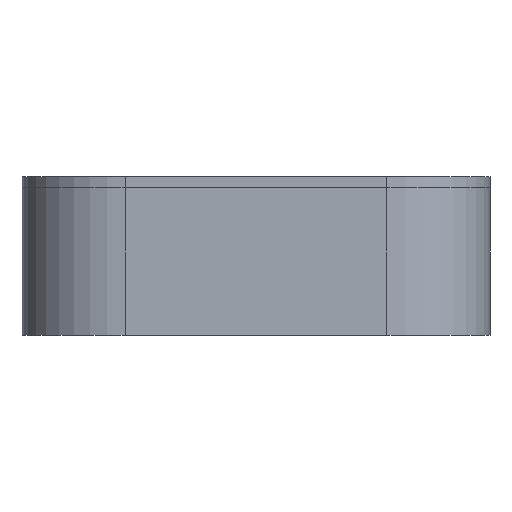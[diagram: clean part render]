
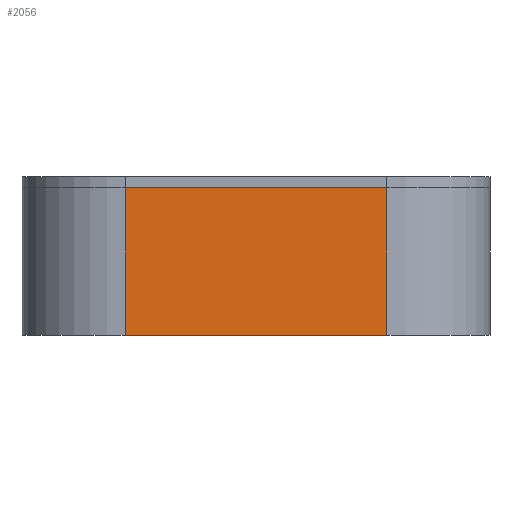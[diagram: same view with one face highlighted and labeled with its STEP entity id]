
A CAD part, left-side view. The second image highlights one B-rep face of the part: STEP entity #2056.
In plain terms, the highlighted planar face has unit normal (-1, 0, 0).
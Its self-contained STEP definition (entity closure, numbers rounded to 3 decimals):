
#129=PLANE('',#2278);
#229=FACE_OUTER_BOUND('',#408,.T.);
#408=EDGE_LOOP('',(#1800,#1801,#1802,#1803));
#509=LINE('',#3227,#679);
#586=LINE('',#3411,#756);
#587=LINE('',#3414,#757);
#590=LINE('',#3433,#760);
#679=VECTOR('',#2644,10.);
#756=VECTOR('',#2801,10.);
#757=VECTOR('',#2804,10.);
#760=VECTOR('',#2823,10.);
#988=VERTEX_POINT('',#3224);
#989=VERTEX_POINT('',#3226);
#1056=VERTEX_POINT('',#3409);
#1057=VERTEX_POINT('',#3413);
#1218=EDGE_CURVE('',#988,#989,#509,.F.);
#1311=EDGE_CURVE('',#989,#1056,#586,.T.);
#1312=EDGE_CURVE('',#1056,#1057,#587,.T.);
#1322=EDGE_CURVE('',#1057,#988,#590,.T.);
#1800=ORIENTED_EDGE('',*,*,#1311,.F.);
#1801=ORIENTED_EDGE('',*,*,#1218,.F.);
#1802=ORIENTED_EDGE('',*,*,#1322,.F.);
#1803=ORIENTED_EDGE('',*,*,#1312,.F.);
#2056=ADVANCED_FACE('',(#229),#129,.T.);
#2278=AXIS2_PLACEMENT_3D('',#3432,#2821,#2822);
#2644=DIRECTION('',(0.,1.,0.));
#2801=DIRECTION('',(0.,0.,-1.));
#2804=DIRECTION('',(0.,1.,0.));
#2821=DIRECTION('center_axis',(-1.,0.,0.));
#2822=DIRECTION('ref_axis',(0.,1.,0.));
#2823=DIRECTION('',(0.,0.,1.));
#3224=CARTESIAN_POINT('',(-175.,32.,0.));
#3226=CARTESIAN_POINT('',(-175.,-39.,0.));
#3227=CARTESIAN_POINT('',(-175.,-47.5,0.));
#3409=CARTESIAN_POINT('',(-175.,-39.,-40.));
#3411=CARTESIAN_POINT('',(-175.,-39.,0.));
#3413=CARTESIAN_POINT('',(-175.,32.,-40.));
#3414=CARTESIAN_POINT('',(-175.,-47.5,-40.));
#3432=CARTESIAN_POINT('Origin',(-175.,-67.,0.));
#3433=CARTESIAN_POINT('',(-175.,32.,0.));
